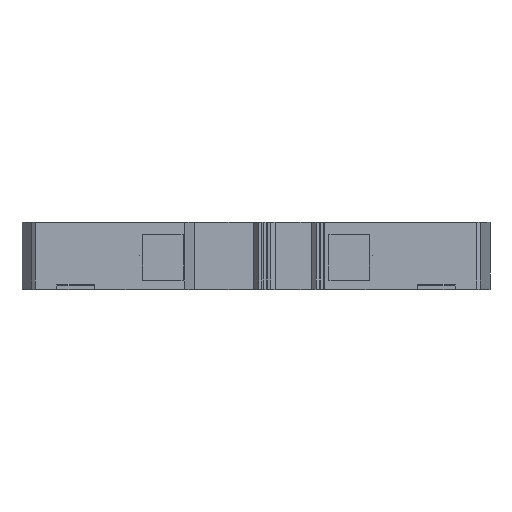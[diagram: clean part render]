
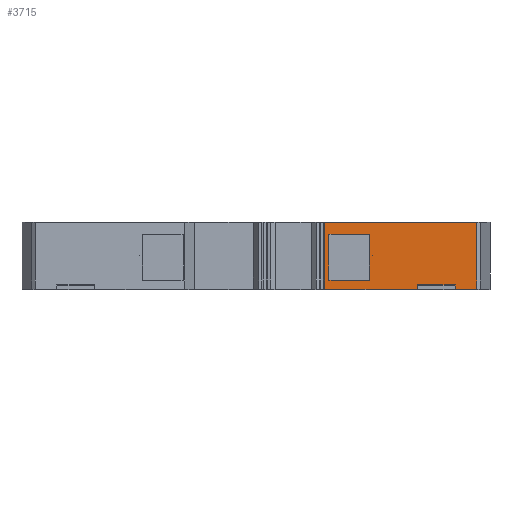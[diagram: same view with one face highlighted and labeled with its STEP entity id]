
A CAD part, top view. The second image highlights one B-rep face of the part: STEP entity #3715.
In plain terms, the highlighted free-form (B-spline) face has degree [1, 1] with [2, 2] control points.
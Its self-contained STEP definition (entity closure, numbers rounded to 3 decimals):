
#2294=CARTESIAN_POINT('',(24.65,0.627,42.9));
#2295=VERTEX_POINT('',#2294);
#2296=CARTESIAN_POINT('',(24.65,0.,42.9));
#2297=VERTEX_POINT('',#2296);
#2298=CARTESIAN_POINT('',(24.65,0.627,42.9));
#2299=CARTESIAN_POINT('',(24.65,0.,42.9));
#2300=B_SPLINE_CURVE_WITH_KNOTS('',1,(#2298,#2299),.POLYLINE_FORM.,.F.,.U.,(2,2),(0.622,0.623),.UNSPECIFIED.);
#2301=EDGE_CURVE('',#2295,#2297,#2300,.T.);
#2857=CARTESIAN_POINT('',(33.751,10.2,42.9));
#2858=VERTEX_POINT('',#2857);
#2865=CARTESIAN_POINT('',(33.751,0.,42.9));
#2866=VERTEX_POINT('',#2865);
#2867=CARTESIAN_POINT('',(33.751,10.2,42.9));
#2868=CARTESIAN_POINT('',(33.751,0.,42.9));
#2869=B_SPLINE_CURVE_WITH_KNOTS('',1,(#2867,#2868),.POLYLINE_FORM.,.F.,.U.,(2,2),(0.,1.),.UNSPECIFIED.);
#2870=EDGE_CURVE('',#2858,#2866,#2869,.T.);
#2887=CARTESIAN_POINT('',(30.45,0.627,42.9));
#2888=VERTEX_POINT('',#2887);
#2889=CARTESIAN_POINT('',(30.45,0.,42.9));
#2890=VERTEX_POINT('',#2889);
#2891=CARTESIAN_POINT('',(30.45,0.627,42.9));
#2892=CARTESIAN_POINT('',(30.45,0.,42.9));
#2893=B_SPLINE_CURVE_WITH_KNOTS('',1,(#2891,#2892),.POLYLINE_FORM.,.F.,.U.,(2,2),(0.622,0.622),.UNSPECIFIED.);
#2894=EDGE_CURVE('',#2888,#2890,#2893,.T.);
#3206=CARTESIAN_POINT('',(24.65,0.627,42.9));
#3207=CARTESIAN_POINT('',(23.857,1.191,42.9));
#3208=CARTESIAN_POINT('',(23.277,1.944,42.9));
#3209=CARTESIAN_POINT('',(22.925,2.8,42.9));
#3210=CARTESIAN_POINT('',(21.812,5.509,42.9));
#3211=CARTESIAN_POINT('',(22.941,8.212,42.9));
#3212=CARTESIAN_POINT('',(25.65,9.325,42.9));
#3213=CARTESIAN_POINT('',(28.359,10.438,42.9));
#3214=CARTESIAN_POINT('',(31.062,9.309,42.9));
#3215=CARTESIAN_POINT('',(32.175,6.6,42.9));
#3216=CARTESIAN_POINT('',(33.081,4.394,42.9));
#3217=CARTESIAN_POINT('',(32.454,2.054,42.9));
#3218=CARTESIAN_POINT('',(30.45,0.627,42.9));
#3219=(BOUNDED_CURVE()B_SPLINE_CURVE(3,(#3206,#3207,#3208,#3209,#3210,#3211,#3212,#3213,#3214,#3215,#3216,#3217,#3218),.UNSPECIFIED.,.F.,.U.)B_SPLINE_CURVE_WITH_KNOTS((4,3,3,3,4),(-0.905,-0.814,-0.564,-0.314,-0.103),.UNSPECIFIED.)CURVE()GEOMETRIC_REPRESENTATION_ITEM()RATIONAL_B_SPLINE_CURVE((0.864,0.884,0.929,1.,0.805,0.805,1.,0.805,0.805,1.,0.835,0.809,0.923))REPRESENTATION_ITEM(''));
#3220=EDGE_CURVE('',#2295,#2888,#3219,.T.);
#3247=CARTESIAN_POINT('',(17.75,5.1,42.9));
#3248=VERTEX_POINT('',#3247);
#3249=CARTESIAN_POINT('',(17.75,5.1,42.9));
#3250=CARTESIAN_POINT('',(17.75,1.636,42.9));
#3251=CARTESIAN_POINT('',(20.75,3.368,42.9));
#3252=CARTESIAN_POINT('',(23.75,5.1,42.9));
#3253=CARTESIAN_POINT('',(20.75,6.832,42.9));
#3254=CARTESIAN_POINT('',(17.75,8.564,42.9));
#3255=CARTESIAN_POINT('',(17.75,5.1,42.9));
#3256=(BOUNDED_CURVE()B_SPLINE_CURVE(2,(#3249,#3250,#3251,#3252,#3253,#3254,#3255),.CIRCULAR_ARC.,.T.,.U.)B_SPLINE_CURVE_WITH_KNOTS((3,2,2,3),(0.,0.333,0.667,1.),.UNSPECIFIED.)CURVE()GEOMETRIC_REPRESENTATION_ITEM()RATIONAL_B_SPLINE_CURVE((1.,0.5,1.,0.5,1.,0.5,1.))REPRESENTATION_ITEM(''));
#3257=EDGE_CURVE('',#3248,#3248,#3256,.T.);
#3274=CARTESIAN_POINT('',(17.35,1.35,42.9));
#3275=VERTEX_POINT('',#3274);
#3276=CARTESIAN_POINT('',(11.15,1.35,42.9));
#3277=VERTEX_POINT('',#3276);
#3278=CARTESIAN_POINT('',(17.35,1.35,42.9));
#3279=CARTESIAN_POINT('',(11.15,1.35,42.9));
#3280=B_SPLINE_CURVE_WITH_KNOTS('',1,(#3278,#3279),.POLYLINE_FORM.,.F.,.U.,(2,2),(0.,1.),.UNSPECIFIED.);
#3281=EDGE_CURVE('',#3275,#3277,#3280,.T.);
#3302=CARTESIAN_POINT('',(11.15,8.35,42.9));
#3303=VERTEX_POINT('',#3302);
#3304=CARTESIAN_POINT('',(11.15,1.35,42.9));
#3305=CARTESIAN_POINT('',(11.15,8.35,42.9));
#3306=B_SPLINE_CURVE_WITH_KNOTS('',1,(#3304,#3305),.POLYLINE_FORM.,.F.,.U.,(2,2),(0.,1.),.UNSPECIFIED.);
#3307=EDGE_CURVE('',#3277,#3303,#3306,.T.);
#3324=CARTESIAN_POINT('',(17.35,8.35,42.9));
#3325=VERTEX_POINT('',#3324);
#3326=CARTESIAN_POINT('',(11.15,8.35,42.9));
#3327=CARTESIAN_POINT('',(17.35,8.35,42.9));
#3328=B_SPLINE_CURVE_WITH_KNOTS('',1,(#3326,#3327),.POLYLINE_FORM.,.F.,.U.,(2,2),(0.,1.),.UNSPECIFIED.);
#3329=EDGE_CURVE('',#3303,#3325,#3328,.T.);
#3349=CARTESIAN_POINT('',(17.35,8.35,42.9));
#3350=CARTESIAN_POINT('',(17.35,1.35,42.9));
#3351=B_SPLINE_CURVE_WITH_KNOTS('',1,(#3349,#3350),.POLYLINE_FORM.,.F.,.U.,(2,2),(0.,1.),.UNSPECIFIED.);
#3352=EDGE_CURVE('',#3325,#3275,#3351,.T.);
#3389=CARTESIAN_POINT('',(33.751,0.,42.9));
#3390=CARTESIAN_POINT('',(30.45,0.,42.9));
#3391=B_SPLINE_CURVE_WITH_KNOTS('',1,(#3389,#3390),.POLYLINE_FORM.,.F.,.U.,(2,2),(0.,1.),.UNSPECIFIED.);
#3392=EDGE_CURVE('',#2866,#2890,#3391,.T.);
#3397=CARTESIAN_POINT('',(10.5,0.,42.9));
#3398=VERTEX_POINT('',#3397);
#3399=CARTESIAN_POINT('',(24.65,0.,42.9));
#3400=CARTESIAN_POINT('',(10.5,0.,42.9));
#3401=B_SPLINE_CURVE_WITH_KNOTS('',1,(#3399,#3400),.POLYLINE_FORM.,.F.,.U.,(2,2),(0.,1.),.UNSPECIFIED.);
#3402=EDGE_CURVE('',#2297,#3398,#3401,.T.);
#3650=CARTESIAN_POINT('',(10.5,10.2,42.9));
#3651=VERTEX_POINT('',#3650);
#3657=CARTESIAN_POINT('',(33.751,10.2,42.9));
#3658=CARTESIAN_POINT('',(10.5,10.2,42.9));
#3659=B_SPLINE_CURVE_WITH_KNOTS('',1,(#3657,#3658),.POLYLINE_FORM.,.F.,.U.,(2,2),(0.,1.),.UNSPECIFIED.);
#3660=EDGE_CURVE('',#2858,#3651,#3659,.T.);
#3687=CARTESIAN_POINT('',(-332.075,-308.094,42.9));
#3688=CARTESIAN_POINT('',(-332.075,95.555,42.9));
#3689=CARTESIAN_POINT('',(443.964,-308.094,42.9));
#3690=CARTESIAN_POINT('',(443.964,95.555,42.9));
#3691=B_SPLINE_SURFACE_WITH_KNOTS('',1,1,((#3687,#3688),(#3689,#3690)),.PLANE_SURF.,.F.,.F.,.U.,(2,2),(2,2),(0.,1.),(0.,1.),.UNSPECIFIED.);
#3692=ORIENTED_EDGE('',*,*,#3402,.F.);
#3693=ORIENTED_EDGE('',*,*,#2301,.F.);
#3694=ORIENTED_EDGE('',*,*,#3220,.T.);
#3695=ORIENTED_EDGE('',*,*,#2894,.T.);
#3696=ORIENTED_EDGE('',*,*,#3392,.F.);
#3697=ORIENTED_EDGE('',*,*,#2870,.F.);
#3698=ORIENTED_EDGE('',*,*,#3660,.T.);
#3699=CARTESIAN_POINT('',(10.5,10.2,42.9));
#3700=CARTESIAN_POINT('',(10.5,0.,42.9));
#3701=B_SPLINE_CURVE_WITH_KNOTS('',1,(#3699,#3700),.POLYLINE_FORM.,.F.,.U.,(2,2),(0.,1.),.UNSPECIFIED.);
#3702=EDGE_CURVE('',#3651,#3398,#3701,.T.);
#3703=ORIENTED_EDGE('',*,*,#3702,.T.);
#3704=EDGE_LOOP('',(#3692,#3693,#3694,#3695,#3696,#3697,#3698,#3703));
#3705=FACE_OUTER_BOUND('',#3704,.T.);
#3706=ORIENTED_EDGE('',*,*,#3281,.T.);
#3707=ORIENTED_EDGE('',*,*,#3307,.T.);
#3708=ORIENTED_EDGE('',*,*,#3329,.T.);
#3709=ORIENTED_EDGE('',*,*,#3352,.T.);
#3710=EDGE_LOOP('',(#3706,#3707,#3708,#3709));
#3711=FACE_BOUND('',#3710,.T.);
#3712=ORIENTED_EDGE('',*,*,#3257,.F.);
#3713=EDGE_LOOP('',(#3712));
#3714=FACE_BOUND('',#3713,.T.);
#3715=ADVANCED_FACE('',(#3705,#3711,#3714),#3691,.T.);
